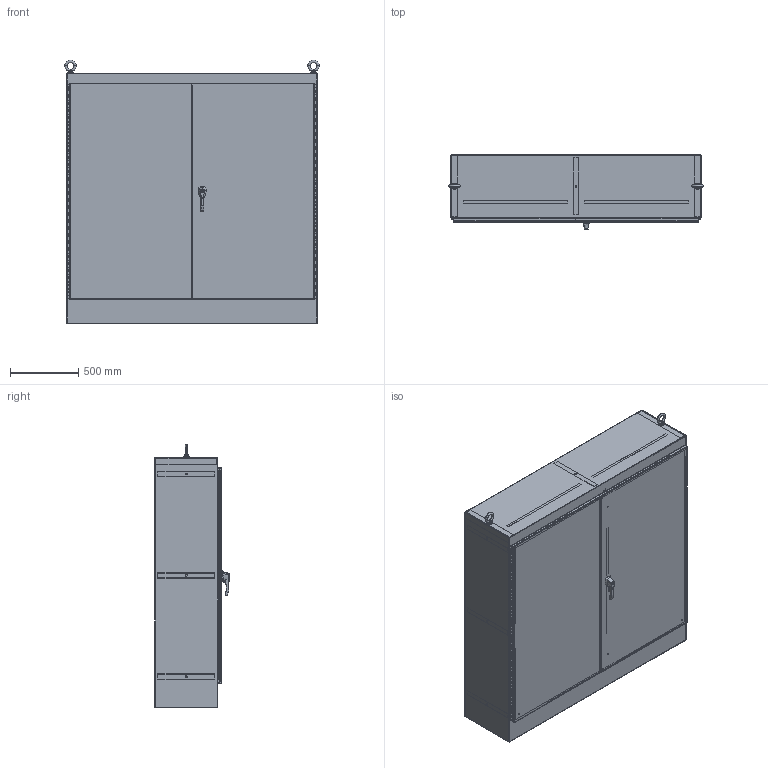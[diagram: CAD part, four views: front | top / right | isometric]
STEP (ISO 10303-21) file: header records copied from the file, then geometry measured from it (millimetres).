
FILE_DESCRIPTION (( 'STEP AP203' ), '1' );
FILE_NAME ('1418ZY18_Default.step', '2019-11-04T12:03:26', ( '' ), ( '' ), 'SwSTEP 2.0', 'SolidWorks 2019', '' );
FILE_SCHEMA (( 'CONFIG_CONTROL_DESIGN' ));
Products named in the file (1): 1418ZY18_Default
Bounding box: 1857.21 x 541.96 x 1923.11 mm (x, y, z)
Volume: 31262094.6 mm3; surface area: 23749493.4 mm2
Topology: 71 solids, 71 shells, 2583 faces, 6941 edges, 4515 vertices
Faces by surface type: cylinder 1220, plane 1198, bspline 79, cone 70, torus 16
Entity records: 93254 total; most frequent: CARTESIAN_POINT 27114, DIRECTION 14042, ORIENTED_EDGE 13862, EDGE_CURVE 6931, AXIS2_PLACEMENT_3D 5016, VERTEX_POINT 4515, VECTOR 4010, LINE 4010
